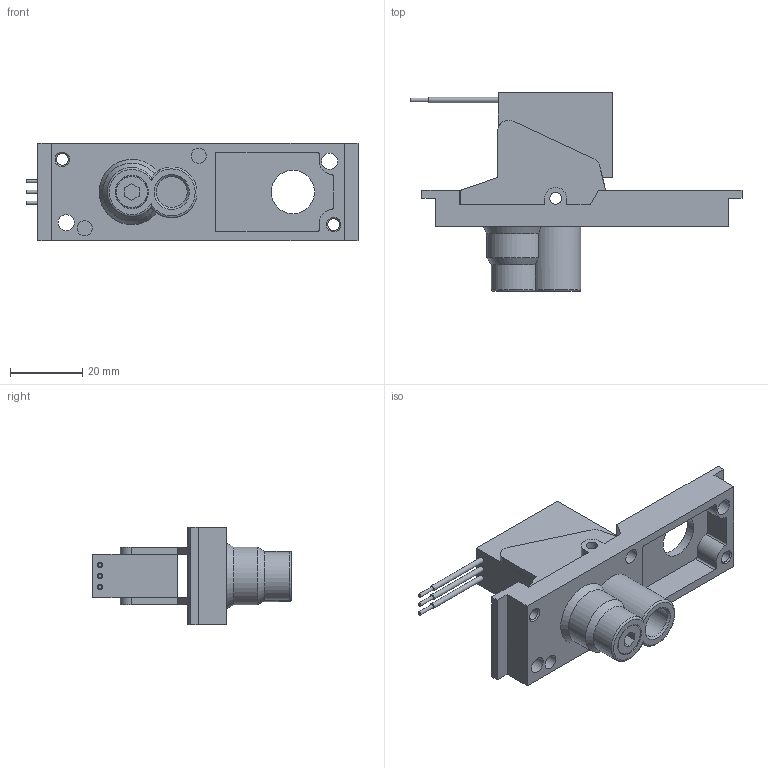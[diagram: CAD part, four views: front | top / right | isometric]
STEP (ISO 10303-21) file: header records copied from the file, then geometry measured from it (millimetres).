
FILE_DESCRIPTION(/* description */ ('STEP AP214'),/* implementation_level */ '2;1');
FILE_NAME(/* name */ '12595_VPE-1_8-2N-SW',/* time_stamp */ '2024-09-17T02:19:14+02:00',/* author */ ('License CC BY-ND 4.0'),/* organization */ ('CADENAS'),/* preprocessor_version */ 'ST-DEVELOPER v19.3',/* originating_system */ 'PARTsolutions',/* authorisation */ ' ');
FILE_SCHEMA (('AUTOMOTIVE_DESIGN {1 0 10303 214 3 1 1}'));
Length unit declared in the file: millimetre
Products named in the file (1): 12595 VPE-1/8-2N-SW
Bounding box: 91.75 x 54.9 x 27 mm (x, y, z)
Volume: 29132.3 mm3; surface area: 14351.8 mm2
Topology: 1 solids, 1 shells, 116 faces, 300 edges, 198 vertices
Faces by surface type: plane 72, cylinder 34, cone 7, torus 3
Full cylindrical faces by diameter (mm): 1 x3, 1.5 x3, 3.242 x2, 3.3 x1, 4.2 x2, 4.5 x2, 8.566 x1, 9.2 x1, 12 x1
Entity records: 3447 total; most frequent: CARTESIAN_POINT 603, DIRECTION 581, ORIENTED_EDGE 546, EDGE_CURVE 273, AXIS2_PLACEMENT_3D 197, VERTEX_POINT 193, LINE 187, VECTOR 187
